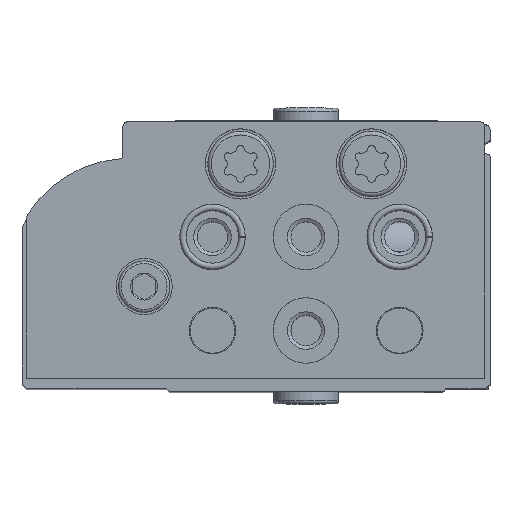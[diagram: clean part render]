
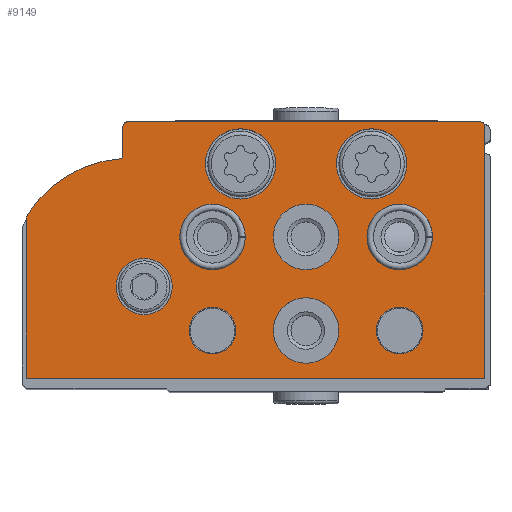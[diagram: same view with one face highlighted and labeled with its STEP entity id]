
A CAD part, top view. The second image highlights one B-rep face of the part: STEP entity #9149.
In plain terms, the highlighted face is planar.
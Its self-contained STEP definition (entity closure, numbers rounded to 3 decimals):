
#267=PLANE('',#10171);
#783=CIRCLE('',#10157,0.5);
#784=CIRCLE('',#10162,1.);
#785=CIRCLE('',#10164,13.);
#786=CIRCLE('',#10166,0.3);
#787=CIRCLE('',#10169,0.5);
#788=CIRCLE('',#10172,3.);
#789=CIRCLE('',#10173,3.75);
#790=CIRCLE('',#10174,3.75);
#791=CIRCLE('',#10175,3.5);
#792=CIRCLE('',#10176,3.5);
#793=CIRCLE('',#10177,3.5);
#794=CIRCLE('',#10178,3.5);
#795=CIRCLE('',#10179,2.5);
#796=CIRCLE('',#10180,2.5);
#1472=LINE('',#15560,#2126);
#1474=LINE('',#15564,#2128);
#1476=LINE('',#15568,#2130);
#1481=LINE('',#15584,#2135);
#1484=LINE('',#15592,#2138);
#2126=VECTOR('',#12547,1000.);
#2128=VECTOR('',#12551,1000.);
#2130=VECTOR('',#12555,1000.);
#2135=VECTOR('',#12574,1000.);
#2138=VECTOR('',#12583,1000.);
#4024=ORIENTED_EDGE('',*,*,#5717,.T.);
#4025=ORIENTED_EDGE('',*,*,#5718,.T.);
#4026=ORIENTED_EDGE('',*,*,#5719,.T.);
#4027=ORIENTED_EDGE('',*,*,#5720,.T.);
#4028=ORIENTED_EDGE('',*,*,#5721,.T.);
#4029=ORIENTED_EDGE('',*,*,#5722,.T.);
#4030=ORIENTED_EDGE('',*,*,#5723,.T.);
#4031=ORIENTED_EDGE('',*,*,#5724,.T.);
#4032=ORIENTED_EDGE('',*,*,#5725,.T.);
#4033=ORIENTED_EDGE('',*,*,#5696,.F.);
#4034=ORIENTED_EDGE('',*,*,#5715,.F.);
#4035=ORIENTED_EDGE('',*,*,#5713,.F.);
#4036=ORIENTED_EDGE('',*,*,#5711,.F.);
#4037=ORIENTED_EDGE('',*,*,#5709,.T.);
#4038=ORIENTED_EDGE('',*,*,#5707,.F.);
#4039=ORIENTED_EDGE('',*,*,#5705,.F.);
#4040=ORIENTED_EDGE('',*,*,#5703,.F.);
#4041=ORIENTED_EDGE('',*,*,#5701,.F.);
#4042=ORIENTED_EDGE('',*,*,#5699,.F.);
#5696=EDGE_CURVE('',#6717,#6718,#783,.T.);
#5699=EDGE_CURVE('',#6718,#6719,#1472,.T.);
#5701=EDGE_CURVE('',#6719,#6720,#1474,.T.);
#5703=EDGE_CURVE('',#6720,#6721,#1476,.T.);
#5705=EDGE_CURVE('',#6721,#6722,#784,.T.);
#5707=EDGE_CURVE('',#6722,#6723,#785,.T.);
#5709=EDGE_CURVE('',#6724,#6723,#786,.T.);
#5711=EDGE_CURVE('',#6724,#6725,#1481,.T.);
#5713=EDGE_CURVE('',#6725,#6726,#787,.T.);
#5715=EDGE_CURVE('',#6726,#6717,#1484,.T.);
#5717=EDGE_CURVE('',#6727,#6727,#788,.T.);
#5718=EDGE_CURVE('',#6728,#6728,#789,.T.);
#5719=EDGE_CURVE('',#6729,#6729,#790,.T.);
#5720=EDGE_CURVE('',#6730,#6730,#791,.T.);
#5721=EDGE_CURVE('',#6731,#6731,#792,.T.);
#5722=EDGE_CURVE('',#6732,#6732,#793,.T.);
#5723=EDGE_CURVE('',#6733,#6733,#794,.T.);
#5724=EDGE_CURVE('',#6734,#6734,#795,.T.);
#5725=EDGE_CURVE('',#6735,#6735,#796,.T.);
#6717=VERTEX_POINT('',#15555);
#6718=VERTEX_POINT('',#15556);
#6719=VERTEX_POINT('',#15561);
#6720=VERTEX_POINT('',#15565);
#6721=VERTEX_POINT('',#15569);
#6722=VERTEX_POINT('',#15573);
#6723=VERTEX_POINT('',#15577);
#6724=VERTEX_POINT('',#15581);
#6725=VERTEX_POINT('',#15585);
#6726=VERTEX_POINT('',#15589);
#6727=VERTEX_POINT('',#15596);
#6728=VERTEX_POINT('',#15598);
#6729=VERTEX_POINT('',#15600);
#6730=VERTEX_POINT('',#15602);
#6731=VERTEX_POINT('',#15604);
#6732=VERTEX_POINT('',#15606);
#6733=VERTEX_POINT('',#15608);
#6734=VERTEX_POINT('',#15610);
#6735=VERTEX_POINT('',#15612);
#7450=EDGE_LOOP('',(#4024));
#7451=EDGE_LOOP('',(#4025));
#7452=EDGE_LOOP('',(#4026));
#7453=EDGE_LOOP('',(#4027));
#7454=EDGE_LOOP('',(#4028));
#7455=EDGE_LOOP('',(#4029));
#7456=EDGE_LOOP('',(#4030));
#7457=EDGE_LOOP('',(#4031));
#7458=EDGE_LOOP('',(#4032));
#7459=EDGE_LOOP('',(#4033,#4034,#4035,#4036,#4037,#4038,#4039,#4040,#4041,
#4042));
#8245=FACE_BOUND('',#7450,.T.);
#8246=FACE_BOUND('',#7451,.T.);
#8247=FACE_BOUND('',#7452,.T.);
#8248=FACE_BOUND('',#7453,.T.);
#8249=FACE_BOUND('',#7454,.T.);
#8250=FACE_BOUND('',#7455,.T.);
#8251=FACE_BOUND('',#7456,.T.);
#8252=FACE_BOUND('',#7457,.T.);
#8253=FACE_BOUND('',#7458,.T.);
#8254=FACE_BOUND('',#7459,.T.);
#9149=ADVANCED_FACE('',(#8245,#8246,#8247,#8248,#8249,#8250,#8251,#8252,
#8253,#8254),#267,.F.);
#10157=AXIS2_PLACEMENT_3D('',#15554,#12541,#12542);
#10162=AXIS2_PLACEMENT_3D('',#15572,#12559,#12560);
#10164=AXIS2_PLACEMENT_3D('',#15576,#12564,#12565);
#10166=AXIS2_PLACEMENT_3D('',#15580,#12569,#12570);
#10169=AXIS2_PLACEMENT_3D('',#15588,#12578,#12579);
#10171=AXIS2_PLACEMENT_3D('',#15594,#12585,#12586);
#10172=AXIS2_PLACEMENT_3D('',#15595,#12587,#12588);
#10173=AXIS2_PLACEMENT_3D('',#15597,#12589,#12590);
#10174=AXIS2_PLACEMENT_3D('',#15599,#12591,#12592);
#10175=AXIS2_PLACEMENT_3D('',#15601,#12593,#12594);
#10176=AXIS2_PLACEMENT_3D('',#15603,#12595,#12596);
#10177=AXIS2_PLACEMENT_3D('',#15605,#12597,#12598);
#10178=AXIS2_PLACEMENT_3D('',#15607,#12599,#12600);
#10179=AXIS2_PLACEMENT_3D('',#15609,#12601,#12602);
#10180=AXIS2_PLACEMENT_3D('',#15611,#12603,#12604);
#12541=DIRECTION('',(0.,0.,1.));
#12542=DIRECTION('',(1.,0.,0.));
#12547=DIRECTION('',(0.,-1.,0.));
#12551=DIRECTION('',(1.,0.,0.));
#12555=DIRECTION('',(0.,1.,0.));
#12559=DIRECTION('',(0.,0.,1.));
#12560=DIRECTION('',(1.,0.,0.));
#12564=DIRECTION('',(0.,0.,1.));
#12565=DIRECTION('',(1.,0.,0.));
#12569=DIRECTION('',(0.,0.,1.));
#12570=DIRECTION('',(1.,0.,0.));
#12574=DIRECTION('',(0.,1.,0.));
#12578=DIRECTION('',(0.,0.,1.));
#12579=DIRECTION('',(1.,0.,0.));
#12583=DIRECTION('',(-1.,0.,0.));
#12585=DIRECTION('',(0.,0.,1.));
#12586=DIRECTION('',(1.,0.,0.));
#12587=DIRECTION('',(0.,0.,1.));
#12588=DIRECTION('',(1.,0.,0.));
#12589=DIRECTION('',(0.,0.,1.));
#12590=DIRECTION('',(1.,0.,0.));
#12591=DIRECTION('',(0.,0.,1.));
#12592=DIRECTION('',(1.,0.,0.));
#12593=DIRECTION('',(0.,0.,1.));
#12594=DIRECTION('',(1.,0.,0.));
#12595=DIRECTION('',(0.,0.,1.));
#12596=DIRECTION('',(1.,0.,0.));
#12597=DIRECTION('',(0.,0.,1.));
#12598=DIRECTION('',(1.,0.,0.));
#12599=DIRECTION('',(0.,0.,1.));
#12600=DIRECTION('',(1.,0.,0.));
#12601=DIRECTION('',(0.,0.,1.));
#12602=DIRECTION('',(1.,0.,0.));
#12603=DIRECTION('',(0.,0.,1.));
#12604=DIRECTION('',(1.,0.,0.));
#15554=CARTESIAN_POINT('',(0.5,26.9,0.));
#15555=CARTESIAN_POINT('',(0.5,27.4,0.));
#15556=CARTESIAN_POINT('',(0.,26.9,0.));
#15560=CARTESIAN_POINT('',(0.,26.9,0.));
#15561=CARTESIAN_POINT('',(0.,0.,0.));
#15564=CARTESIAN_POINT('',(0.,0.,0.));
#15565=CARTESIAN_POINT('',(49.,0.,0.));
#15568=CARTESIAN_POINT('',(49.,0.,0.));
#15569=CARTESIAN_POINT('',(49.,16.98,0.));
#15572=CARTESIAN_POINT('',(48.,16.98,0.));
#15573=CARTESIAN_POINT('',(48.842,17.52,0.));
#15576=CARTESIAN_POINT('',(37.9,10.5,0.));
#15577=CARTESIAN_POINT('',(38.936,23.459,0.));
#15580=CARTESIAN_POINT('',(38.96,23.758,0.));
#15581=CARTESIAN_POINT('',(38.66,23.758,0.));
#15584=CARTESIAN_POINT('',(38.66,23.758,0.));
#15585=CARTESIAN_POINT('',(38.66,26.9,0.));
#15588=CARTESIAN_POINT('',(38.16,26.9,0.));
#15589=CARTESIAN_POINT('',(38.16,27.4,0.));
#15592=CARTESIAN_POINT('',(38.16,27.4,0.));
#15594=CARTESIAN_POINT('',(0.5,26.9,0.));
#15595=CARTESIAN_POINT('',(36.4,9.8,0.));
#15596=CARTESIAN_POINT('',(39.4,9.8,0.));
#15597=CARTESIAN_POINT('',(26.1,22.9,0.));
#15598=CARTESIAN_POINT('',(29.85,22.9,0.));
#15599=CARTESIAN_POINT('',(12.1,22.9,0.));
#15600=CARTESIAN_POINT('',(15.85,22.9,0.));
#15601=CARTESIAN_POINT('',(29.1,15.1,0.));
#15602=CARTESIAN_POINT('',(32.6,15.1,0.));
#15603=CARTESIAN_POINT('',(19.1,15.1,0.));
#15604=CARTESIAN_POINT('',(22.6,15.1,0.));
#15605=CARTESIAN_POINT('',(9.1,15.1,0.));
#15606=CARTESIAN_POINT('',(12.6,15.1,0.));
#15607=CARTESIAN_POINT('',(19.1,5.1,0.));
#15608=CARTESIAN_POINT('',(22.6,5.1,0.));
#15609=CARTESIAN_POINT('',(29.1,5.1,0.));
#15610=CARTESIAN_POINT('',(31.6,5.1,0.));
#15611=CARTESIAN_POINT('',(9.1,5.1,0.));
#15612=CARTESIAN_POINT('',(11.6,5.1,0.));
